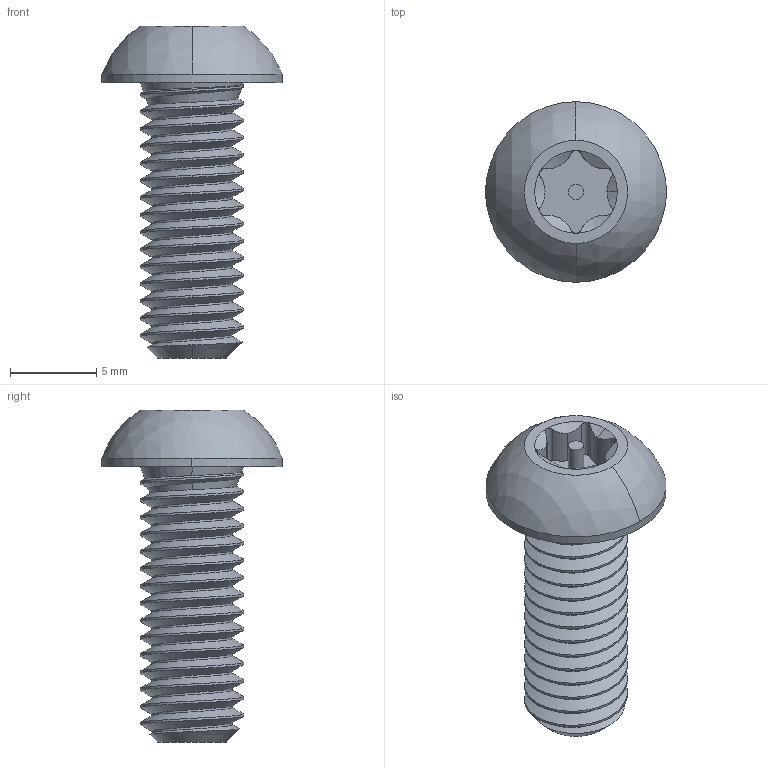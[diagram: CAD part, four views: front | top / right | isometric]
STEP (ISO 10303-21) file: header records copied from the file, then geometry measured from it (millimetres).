
FILE_DESCRIPTION (( 'STEP AP203' ), '1' );
FILE_NAME ('90388A125_Tamper-Resistant Button Head Torx Screws.STEP', '2021-11-30T20:25:12', ( 'Administrator' ), ( 'Managed by Terraform' ), 'SwSTEP 2.0', 'SolidWorks 2017', '' );
FILE_SCHEMA (( 'CONFIG_CONTROL_DESIGN' ));
Length unit declared in the file: millimetre
Products named in the file (1): 90388A125_Tamper-Resistant Button Head Torx Screws
Bounding box: 10.5 x 10.5 x 19.3 mm (x, y, z)
Volume: 547.3 mm3; surface area: 729.9 mm2
Topology: 1 solids, 1 shells, 86 faces, 227 edges, 146 vertices
Faces by surface type: cylinder 56, cone 15, plane 7, bspline 6, sphere 2
Entity records: 7134 total; most frequent: CARTESIAN_POINT 5206, ORIENTED_EDGE 454, DIRECTION 323, EDGE_CURVE 227, VERTEX_POINT 146, AXIS2_PLACEMENT_3D 128, EDGE_LOOP 89, FACE_OUTER_BOUND 86
